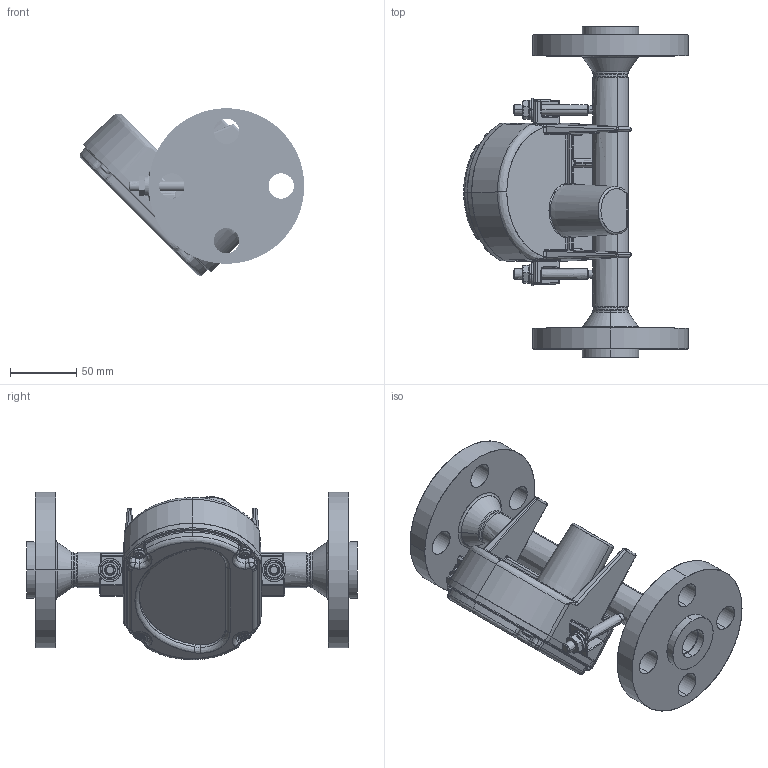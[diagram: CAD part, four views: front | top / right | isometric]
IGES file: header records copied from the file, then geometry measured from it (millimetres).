
Start section: SolidWorks IGES file using analytic representation for surfaces
Global section: file name: 3809G-B-08-H-1-A-0.IGS; native system: SolidWorks 2020; preprocessor: SolidWorks 2020; author: CRaksin; date: 220404.115203; units: inch
Bounding box: 169.62 x 250 x 126.58 mm (x, y, z)
Surface area: 200569.3 mm2 (no closed solid volume)
Topology: 0 solids, 0 shells, 1523 faces, 25584 edges, 25506 vertices
Faces by surface type: revolution 780, bspline 743
